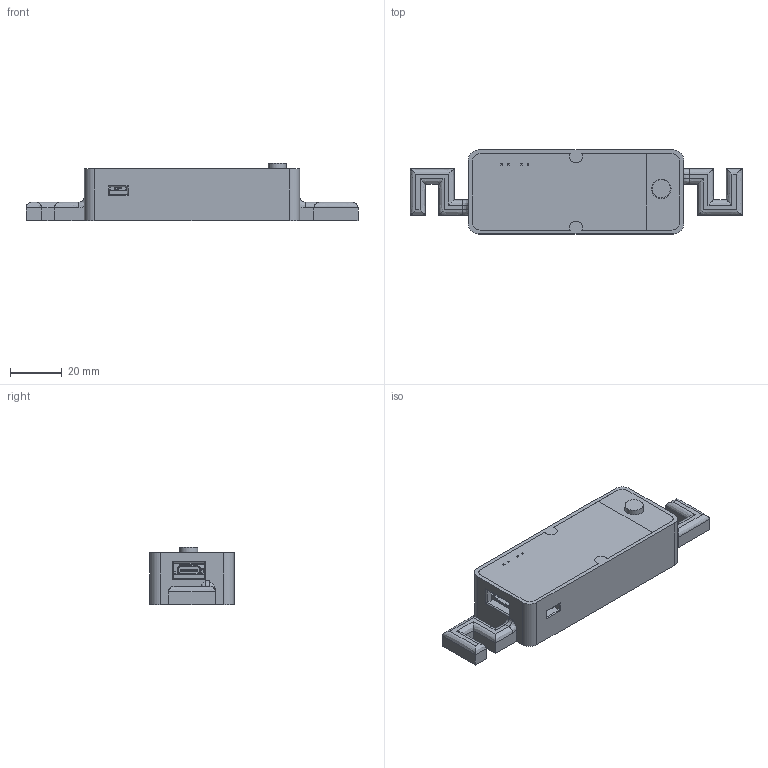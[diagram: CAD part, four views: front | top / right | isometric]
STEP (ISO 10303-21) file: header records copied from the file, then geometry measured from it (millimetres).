
FILE_DESCRIPTION(/* description */ (''),/* implementation_level */ '2;1');
FILE_NAME(/* name */ 'camplight.step',/* time_stamp */ '2025-06-26T12:29:11+08:00',/* author */ (''),/* organization */ (''),/* preprocessor_version */ 'ST-DEVELOPER v20.1',/* originating_system */ 'Autodesk Translation Framework v14.10.0.0',/* authorisation */ '');
FILE_SCHEMA (('AUTOMOTIVE_DESIGN { 1 0 10303 214 3 1 1 }'));
Length unit declared in the file: millimetre
Products named in the file (56): 2025-06-24-08-39-10-383; 2025-06-24-08-39-10-384; 2025-06-25-10-03-10-818; 2025-06-25-10-03-10-891; 2025-06-25-10-03-10-899; 2025-06-25-10-03-10-911; 2025-06-26-04-22-22-867; 2025-06-26-04-22-22-868; 2025-06-26-04-22-22-870; 2025-06-26-04-22-22-872; 2025-06-26-04-22-22-874; 2025-06-26-04-22-22-875; 2025-06-26-04-22-22-876; 2025-06-26-04-22-22-878; 2025-06-26-04-22-22-880; 2025-06-26-04-22-22-881; 2025-06-26-04-22-22-882; 2025-06-26-04-22-22-883; 2025-06-26-04-22-22-884; 2025-06-26-04-22-22-885; 2025-06-26-04-22-22-886; 2025-06-26-04-22-22-887; 2025-06-26-04-22-22-888; 2025-06-26-04-22-22-889; 2025-06-26-04-22-22-890; 2025-06-26-04-22-22-891; 2025-06-26-04-22-22-892; 2025-06-26-04-22-22-893; 2025-06-26-04-22-22-894; 2025-06-26-04-22-22-896; 2025-06-26-04-22-22-872_1; 2025-06-26-04-22-22-872_2; 2025-06-26-04-22-22-872_3; 2025-06-26-04-22-22-870_1; 2025-06-26-04-22-22-872_4; 2025-06-26-04-22-22-878_1; 2025-06-26-04-22-22-872_5; 2025-06-26-04-22-22-872_6; 2025-06-26-04-22-22-878_2; 2025-06-26-04-22-22-879 ...
Assembly tree (75 placements, depth 4):
  2025-06-24-08-39-10-383
    2025-06-24-08-39-10-384
      2025-06-25-10-03-10-818
      2025-06-25-10-03-10-891
      2025-06-25-10-03-10-899
      2025-06-25-10-03-10-911
    2025-06-26-04-22-22-867
      2025-06-26-04-22-22-868
        2025-06-26-04-22-22-869
      2025-06-26-04-22-22-870
        2025-06-26-04-22-22-871
      2025-06-26-04-22-22-872
        2025-06-26-04-22-22-873
      2025-06-26-04-22-22-874
        2025-06-26-04-22-22-875
      2025-06-26-04-22-22-876
        2025-06-26-04-22-22-877
      2025-06-26-04-22-22-878
        2025-06-26-04-22-22-879
      2025-06-26-04-22-22-880
        2025-06-26-04-22-22-881
      2025-06-26-04-22-22-882
        2025-06-26-04-22-22-883
      2025-06-26-04-22-22-884
        2025-06-26-04-22-22-885
      2025-06-26-04-22-22-886
        2025-06-26-04-22-22-887
      2025-06-26-04-22-22-888
        2025-06-26-04-22-22-889
      2025-06-26-04-22-22-890
        2025-06-26-04-22-22-891
      2025-06-26-04-22-22-892
        2025-06-26-04-22-22-893
      2025-06-26-04-22-22-894
        2025-06-26-04-22-22-895
      2025-06-26-04-22-22-896
      2025-06-26-04-22-22-872_1
        2025-06-26-04-22-22-873
      2025-06-26-04-22-22-872_2
        2025-06-26-04-22-22-873
      2025-06-26-04-22-22-872_3
        2025-06-26-04-22-22-873
      2025-06-26-04-22-22-870_1
        2025-06-26-04-22-22-871
      2025-06-26-04-22-22-872_4
        2025-06-26-04-22-22-873
      2025-06-26-04-22-22-878_1
        2025-06-26-04-22-22-879
      2025-06-26-04-22-22-872_5
        2025-06-26-04-22-22-873
      2025-06-26-04-22-22-872_6
        2025-06-26-04-22-22-873
      2025-06-26-04-22-22-878_2
        2025-06-26-04-22-22-879
      2025-06-26-04-22-22-868_1
        2025-06-26-04-22-22-869
      2025-06-26-04-22-22-870_2
        2025-06-26-04-22-22-871
      2025-06-26-04-22-22-872_7
        2025-06-26-04-22-22-873
Bounding box: 128 x 32.4 x 22 mm (x, y, z)
Volume: 40067.6 mm3; surface area: 26581.8 mm2
Topology: 39 solids, 39 shells, 2126 faces, 5587 edges, 3561 vertices
Faces by surface type: plane 1573, cylinder 492, bspline 44, cone 16, torus 1
Full cylindrical faces by diameter (mm): 0.5 x3, 0.6 x1, 0.65 x2, 0.8 x10, 0.9 x2, 1 x18, 1.1 x4, 3.2 x1, 3.333 x4, 3.5 x1, 7 x2, 7.5 x1, 9.6 x1
Entity records: 47524 total; most frequent: CARTESIAN_POINT 10074, ORIENTED_EDGE 7374, DIRECTION 7167, EDGE_CURVE 3687, LINE 2967, VECTOR 2967, VERTEX_POINT 2335, AXIS2_PLACEMENT_3D 2100
